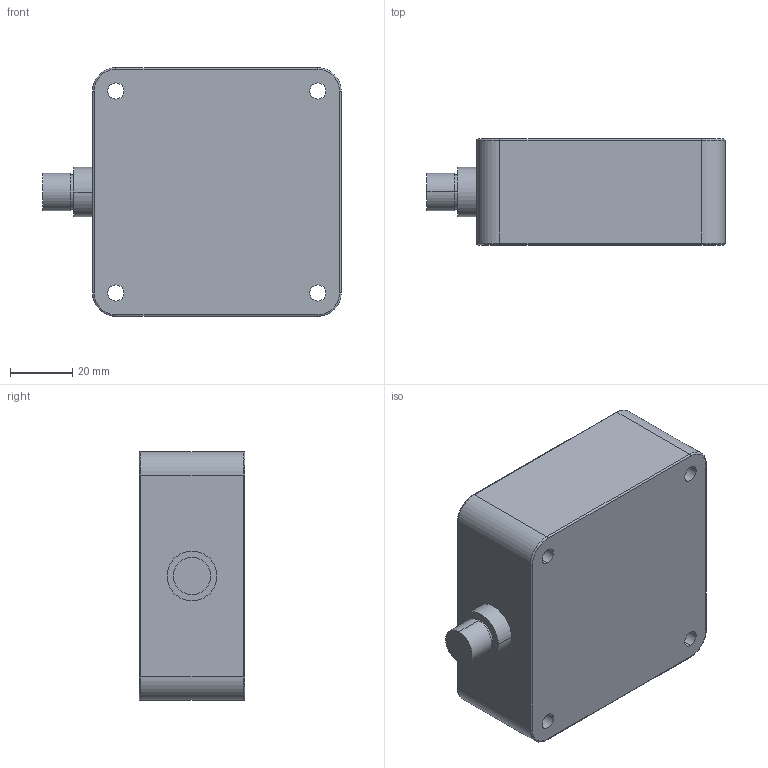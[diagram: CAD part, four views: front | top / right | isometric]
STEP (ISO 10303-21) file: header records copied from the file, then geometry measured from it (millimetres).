
FILE_DESCRIPTION((''),'2;1');
FILE_NAME('F42S_D300892B','2006-01-03T',('Pepperl+Fuchs'),('Industriehansa'),'PRO/ENGINEER BY PARAMETRIC TECHNOLOGY CORPORATION, 2005290','PRO/ENGINEER BY PARAMETRIC TECHNOLOGY CORPORATION, 2005290','');
FILE_SCHEMA(('AUTOMOTIVE_DESIGN_CC2 { 1 2 10303 214 -1 1 5 2 }'));
Length unit declared in the file: millimetre
Products named in the file (1): F42S_D300892B
Bounding box: 96 x 34 x 80 mm (x, y, z)
Volume: 214587 mm3; surface area: 26028.1 mm2
Topology: 1 solids, 1 shells, 71 faces, 189 edges, 140 vertices
Faces by surface type: plane 37, cylinder 26, torus 8
Entity records: 2968 total; most frequent: DIRECTION 402, CARTESIAN_POINT 369, ORIENTED_EDGE 340, PRESENTATION_STYLE_ASSIGNMENT 206, STYLED_ITEM 200, CURVE_STYLE 193, EDGE_CURVE 170, AXIS2_PLACEMENT_3D 141
